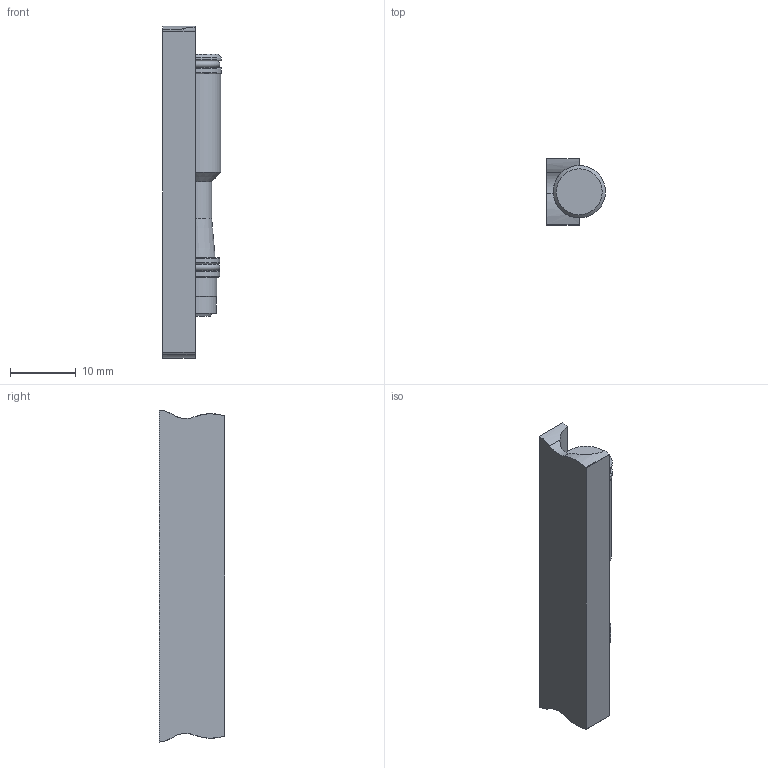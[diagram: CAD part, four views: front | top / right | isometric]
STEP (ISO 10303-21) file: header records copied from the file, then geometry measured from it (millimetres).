
FILE_DESCRIPTION(/* description */ ('STEP AP214'),/* implementation_level */ '2;1');
FILE_NAME(/* name */ '547697_VN-10-H',/* time_stamp */ '2024-09-17T00:24:39+02:00',/* author */ ('License CC BY-ND 4.0'),/* organization */ ('CADENAS'),/* preprocessor_version */ 'ST-DEVELOPER v19.3',/* originating_system */ 'PARTsolutions',/* authorisation */ ' ');
FILE_SCHEMA (('AUTOMOTIVE_DESIGN {1 0 10303 214 3 1 1}'));
Length unit declared in the file: millimetre
Products named in the file (3): 547697 VN-10-H---(6); 547697 VN-10-H---(p); my_specific_housing---(547697_6)
Assembly tree (2 placements, depth 2):
  547697 VN-10-H---(6)
    547697 VN-10-H---(p)
    my_specific_housing---(547697_6)
Bounding box: 9 x 10 x 50.67 mm (x, y, z)
Volume: 2799.2 mm3; surface area: 2772.4 mm2
Topology: 2 solids, 2 shells, 51 faces, 106 edges, 66 vertices
Faces by surface type: cylinder 20, plane 16, torus 8, cone 7
Full cylindrical faces by diameter (mm): 5 x1, 6.4 x1, 6.5 x1, 7.5 x2, 7.8 x1, 8 x2
Entity records: 1342 total; most frequent: CARTESIAN_POINT 237, DIRECTION 234, ORIENTED_EDGE 168, AXIS2_PLACEMENT_3D 103, EDGE_CURVE 84, EDGE_LOOP 80, FACE_BOUND 80, VERTEX_POINT 66
